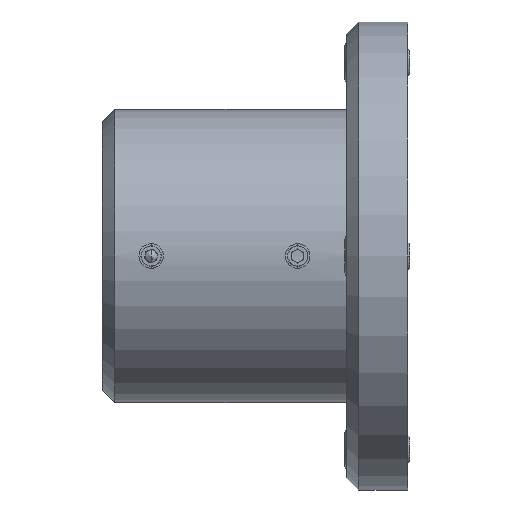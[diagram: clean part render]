
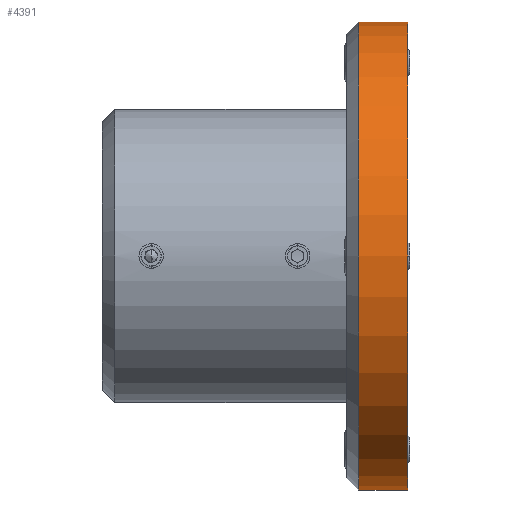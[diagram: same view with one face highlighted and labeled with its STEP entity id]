
A CAD part, left-side view. The second image highlights one B-rep face of the part: STEP entity #4391.
In plain terms, the highlighted cylindrical face has radius 57.5 mm (diameter 115 mm), a partial arc.
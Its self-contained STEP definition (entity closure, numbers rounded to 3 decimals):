
#43 = CARTESIAN_POINT ( 'NONE',  ( 0., 0., 57.5 ) ) ;
#866 = ORIENTED_EDGE ( 'NONE', *, *, #4616, .T. ) ;
#1220 = ORIENTED_EDGE ( 'NONE', *, *, #6512, .F. ) ;
#1255 = CARTESIAN_POINT ( 'NONE',  ( 0., 0., -57.5 ) ) ;
#1372 = CARTESIAN_POINT ( 'NONE',  ( 0., 12., -57.5 ) ) ;
#1561 = CARTESIAN_POINT ( 'NONE',  ( 0., 12., 57.5 ) ) ;
#1617 = AXIS2_PLACEMENT_3D ( 'NONE', #3686, #3685, #3678 ) ;
#1705 = AXIS2_PLACEMENT_3D ( 'NONE', #4288, #4270, #4170 ) ;
#1894 = VECTOR ( 'NONE', #3632, 1000. ) ;
#1902 = LINE ( 'NONE', #3656, #1894 ) ;
#1998 = CIRCLE ( 'NONE', #5503, 57.5 ) ;
#2229 = CIRCLE ( 'NONE', #1617, 57.5 ) ;
#2328 = VERTEX_POINT ( 'NONE', #1561 ) ;
#2432 = VERTEX_POINT ( 'NONE', #1372 ) ;
#2433 = VECTOR ( 'NONE', #3850, 1000. ) ;
#2517 = LINE ( 'NONE', #3894, #2433 ) ;
#2780 = ORIENTED_EDGE ( 'NONE', *, *, #4576, .F. ) ;
#3203 = CYLINDRICAL_SURFACE ( 'NONE', #1705, 57.5 ) ;
#3218 = DIRECTION ( 'NONE',  ( 0., 0., -1. ) ) ;
#3232 = DIRECTION ( 'NONE',  ( 0., -1., 0. ) ) ;
#3241 = CARTESIAN_POINT ( 'NONE',  ( 0., 12., 0. ) ) ;
#3632 = DIRECTION ( 'NONE',  ( 0., -1., 0. ) ) ;
#3656 = CARTESIAN_POINT ( 'NONE',  ( 0., 0., 57.5 ) ) ;
#3678 = DIRECTION ( 'NONE',  ( 0., 0., -1. ) ) ;
#3685 = DIRECTION ( 'NONE',  ( 0., 1., 0. ) ) ;
#3686 = CARTESIAN_POINT ( 'NONE',  ( 0., 0., 0. ) ) ;
#3850 = DIRECTION ( 'NONE',  ( 0., -1., 0. ) ) ;
#3894 = CARTESIAN_POINT ( 'NONE',  ( 0., 0., -57.5 ) ) ;
#4056 = FACE_OUTER_BOUND ( 'NONE', #4726, .T. ) ;
#4170 = DIRECTION ( 'NONE',  ( 0., 0., -1. ) ) ;
#4270 = DIRECTION ( 'NONE',  ( 0., -1., 0. ) ) ;
#4288 = CARTESIAN_POINT ( 'NONE',  ( 0., 0., 0. ) ) ;
#4391 = ADVANCED_FACE ( 'NONE', ( #4056 ), #3203, .F. ) ;
#4515 = EDGE_CURVE ( 'NONE', #2432, #6664, #2517, .T. ) ;
#4576 = EDGE_CURVE ( 'NONE', #6664, #5780, #2229, .T. ) ;
#4616 = EDGE_CURVE ( 'NONE', #2328, #5780, #1902, .T. ) ;
#4726 = EDGE_LOOP ( 'NONE', ( #1220, #866, #2780, #6354 ) ) ;
#5503 = AXIS2_PLACEMENT_3D ( 'NONE', #3241, #3232, #3218 ) ;
#5780 = VERTEX_POINT ( 'NONE', #43 ) ;
#6354 = ORIENTED_EDGE ( 'NONE', *, *, #4515, .F. ) ;
#6512 = EDGE_CURVE ( 'NONE', #2328, #2432, #1998, .T. ) ;
#6664 = VERTEX_POINT ( 'NONE', #1255 ) ;
